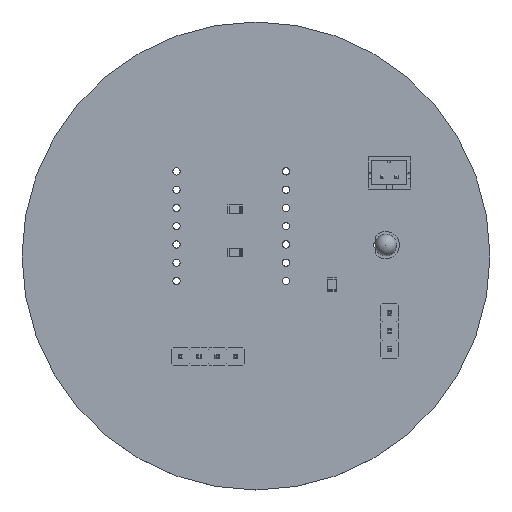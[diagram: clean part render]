
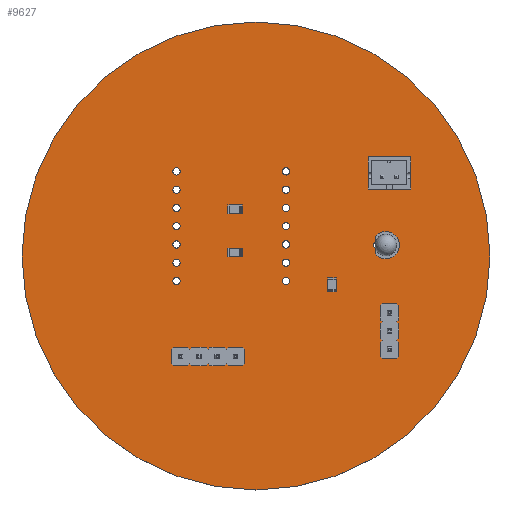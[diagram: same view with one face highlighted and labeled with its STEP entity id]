
A CAD part, top view. The second image highlights one B-rep face of the part: STEP entity #9627.
In plain terms, the highlighted planar face has unit normal (0, 0, 1).
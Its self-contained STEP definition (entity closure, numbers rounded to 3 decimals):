
#9317 = VERTEX_POINT('',#9318);
#9318 = CARTESIAN_POINT('',(225.,-70.,1.6));
#9324 = EDGE_CURVE('',#9317,#9317,#9325,.T.);
#9325 = CIRCLE('',#9326,32.558);
#9326 = AXIS2_PLACEMENT_3D('',#9327,#9328,#9329);
#9327 = CARTESIAN_POINT('',(192.442,-70.,1.6));
#9328 = DIRECTION('',(0.,0.,1.));
#9329 = DIRECTION('',(1.,0.,-0.));
#9627 = ADVANCED_FACE('',(#9628,#9631,#9642,#9653,#9664,#9675,#9686,
    #9697,#9708,#9719,#9730,#9741,#9752,#9763,#9774,#9785,#9796,#9807,
    #9818,#9829,#9840,#9851,#9862,#9873,#9884,#9895),#9906,.T.);
#9628 = FACE_BOUND('',#9629,.T.);
#9629 = EDGE_LOOP('',(#9630));
#9630 = ORIENTED_EDGE('',*,*,#9324,.T.);
#9631 = FACE_BOUND('',#9632,.T.);
#9632 = EDGE_LOOP('',(#9633));
#9633 = ORIENTED_EDGE('',*,*,#9634,.T.);
#9634 = EDGE_CURVE('',#9635,#9635,#9637,.T.);
#9635 = VERTEX_POINT('',#9636);
#9636 = CARTESIAN_POINT('',(181.96,-84.5,1.6));
#9637 = CIRCLE('',#9638,0.5);
#9638 = AXIS2_PLACEMENT_3D('',#9639,#9640,#9641);
#9639 = CARTESIAN_POINT('',(181.96,-84.,1.6));
#9640 = DIRECTION('',(-0.,0.,-1.));
#9641 = DIRECTION('',(-0.,-1.,0.));
#9642 = FACE_BOUND('',#9643,.T.);
#9643 = EDGE_LOOP('',(#9644));
#9644 = ORIENTED_EDGE('',*,*,#9645,.T.);
#9645 = EDGE_CURVE('',#9646,#9646,#9648,.T.);
#9646 = VERTEX_POINT('',#9647);
#9647 = CARTESIAN_POINT('',(184.5,-84.5,1.6));
#9648 = CIRCLE('',#9649,0.5);
#9649 = AXIS2_PLACEMENT_3D('',#9650,#9651,#9652);
#9650 = CARTESIAN_POINT('',(184.5,-84.,1.6));
#9651 = DIRECTION('',(-0.,0.,-1.));
#9652 = DIRECTION('',(-0.,-1.,0.));
#9653 = FACE_BOUND('',#9654,.T.);
#9654 = EDGE_LOOP('',(#9655));
#9655 = ORIENTED_EDGE('',*,*,#9656,.T.);
#9656 = EDGE_CURVE('',#9657,#9657,#9659,.T.);
#9657 = VERTEX_POINT('',#9658);
#9658 = CARTESIAN_POINT('',(187.04,-84.5,1.6));
#9659 = CIRCLE('',#9660,0.5);
#9660 = AXIS2_PLACEMENT_3D('',#9661,#9662,#9663);
#9661 = CARTESIAN_POINT('',(187.04,-84.,1.6));
#9662 = DIRECTION('',(-0.,0.,-1.));
#9663 = DIRECTION('',(-0.,-1.,0.));
#9664 = FACE_BOUND('',#9665,.T.);
#9665 = EDGE_LOOP('',(#9666));
#9666 = ORIENTED_EDGE('',*,*,#9667,.T.);
#9667 = EDGE_CURVE('',#9668,#9668,#9670,.T.);
#9668 = VERTEX_POINT('',#9669);
#9669 = CARTESIAN_POINT('',(189.58,-84.5,1.6));
#9670 = CIRCLE('',#9671,0.5);
#9671 = AXIS2_PLACEMENT_3D('',#9672,#9673,#9674);
#9672 = CARTESIAN_POINT('',(189.58,-84.,1.6));
#9673 = DIRECTION('',(-0.,0.,-1.));
#9674 = DIRECTION('',(-0.,-1.,0.));
#9675 = FACE_BOUND('',#9676,.T.);
#9676 = EDGE_LOOP('',(#9677));
#9677 = ORIENTED_EDGE('',*,*,#9678,.T.);
#9678 = EDGE_CURVE('',#9679,#9679,#9681,.T.);
#9679 = VERTEX_POINT('',#9680);
#9680 = CARTESIAN_POINT('',(181.38,-73.979,1.6));
#9681 = CIRCLE('',#9682,0.508);
#9682 = AXIS2_PLACEMENT_3D('',#9683,#9684,#9685);
#9683 = CARTESIAN_POINT('',(181.38,-73.471,1.6));
#9684 = DIRECTION('',(-0.,0.,-1.));
#9685 = DIRECTION('',(-0.,-1.,0.));
#9686 = FACE_BOUND('',#9687,.T.);
#9687 = EDGE_LOOP('',(#9688));
#9688 = ORIENTED_EDGE('',*,*,#9689,.T.);
#9689 = EDGE_CURVE('',#9690,#9690,#9692,.T.);
#9690 = VERTEX_POINT('',#9691);
#9691 = CARTESIAN_POINT('',(196.62,-73.979,1.6));
#9692 = CIRCLE('',#9693,0.508);
#9693 = AXIS2_PLACEMENT_3D('',#9694,#9695,#9696);
#9694 = CARTESIAN_POINT('',(196.62,-73.471,1.6));
#9695 = DIRECTION('',(-0.,0.,-1.));
#9696 = DIRECTION('',(-0.,-1.,0.));
#9697 = FACE_BOUND('',#9698,.T.);
#9698 = EDGE_LOOP('',(#9699));
#9699 = ORIENTED_EDGE('',*,*,#9700,.T.);
#9700 = EDGE_CURVE('',#9701,#9701,#9703,.T.);
#9701 = VERTEX_POINT('',#9702);
#9702 = CARTESIAN_POINT('',(211.,-83.49,1.6));
#9703 = CIRCLE('',#9704,0.5);
#9704 = AXIS2_PLACEMENT_3D('',#9705,#9706,#9707);
#9705 = CARTESIAN_POINT('',(211.,-82.99,1.6));
#9706 = DIRECTION('',(-0.,0.,-1.));
#9707 = DIRECTION('',(-0.,-1.,0.));
#9708 = FACE_BOUND('',#9709,.T.);
#9709 = EDGE_LOOP('',(#9710));
#9710 = ORIENTED_EDGE('',*,*,#9711,.T.);
#9711 = EDGE_CURVE('',#9712,#9712,#9714,.T.);
#9712 = VERTEX_POINT('',#9713);
#9713 = CARTESIAN_POINT('',(211.,-80.95,1.6));
#9714 = CIRCLE('',#9715,0.5);
#9715 = AXIS2_PLACEMENT_3D('',#9716,#9717,#9718);
#9716 = CARTESIAN_POINT('',(211.,-80.45,1.6));
#9717 = DIRECTION('',(-0.,0.,-1.));
#9718 = DIRECTION('',(-0.,-1.,0.));
#9719 = FACE_BOUND('',#9720,.T.);
#9720 = EDGE_LOOP('',(#9721));
#9721 = ORIENTED_EDGE('',*,*,#9722,.T.);
#9722 = EDGE_CURVE('',#9723,#9723,#9725,.T.);
#9723 = VERTEX_POINT('',#9724);
#9724 = CARTESIAN_POINT('',(211.,-78.41,1.6));
#9725 = CIRCLE('',#9726,0.5);
#9726 = AXIS2_PLACEMENT_3D('',#9727,#9728,#9729);
#9727 = CARTESIAN_POINT('',(211.,-77.91,1.6));
#9728 = DIRECTION('',(-0.,0.,-1.));
#9729 = DIRECTION('',(-0.,-1.,0.));
#9730 = FACE_BOUND('',#9731,.T.);
#9731 = EDGE_LOOP('',(#9732));
#9732 = ORIENTED_EDGE('',*,*,#9733,.T.);
#9733 = EDGE_CURVE('',#9734,#9734,#9736,.T.);
#9734 = VERTEX_POINT('',#9735);
#9735 = CARTESIAN_POINT('',(181.38,-71.439,1.6));
#9736 = CIRCLE('',#9737,0.508);
#9737 = AXIS2_PLACEMENT_3D('',#9738,#9739,#9740);
#9738 = CARTESIAN_POINT('',(181.38,-70.931,1.6));
#9739 = DIRECTION('',(-0.,0.,-1.));
#9740 = DIRECTION('',(-0.,-1.,0.));
#9741 = FACE_BOUND('',#9742,.T.);
#9742 = EDGE_LOOP('',(#9743));
#9743 = ORIENTED_EDGE('',*,*,#9744,.T.);
#9744 = EDGE_CURVE('',#9745,#9745,#9747,.T.);
#9745 = VERTEX_POINT('',#9746);
#9746 = CARTESIAN_POINT('',(181.38,-68.899,1.6));
#9747 = CIRCLE('',#9748,0.508);
#9748 = AXIS2_PLACEMENT_3D('',#9749,#9750,#9751);
#9749 = CARTESIAN_POINT('',(181.38,-68.391,1.6));
#9750 = DIRECTION('',(-0.,0.,-1.));
#9751 = DIRECTION('',(-0.,-1.,0.));
#9752 = FACE_BOUND('',#9753,.T.);
#9753 = EDGE_LOOP('',(#9754));
#9754 = ORIENTED_EDGE('',*,*,#9755,.T.);
#9755 = EDGE_CURVE('',#9756,#9756,#9758,.T.);
#9756 = VERTEX_POINT('',#9757);
#9757 = CARTESIAN_POINT('',(181.38,-66.359,1.6));
#9758 = CIRCLE('',#9759,0.508);
#9759 = AXIS2_PLACEMENT_3D('',#9760,#9761,#9762);
#9760 = CARTESIAN_POINT('',(181.38,-65.851,1.6));
#9761 = DIRECTION('',(-0.,0.,-1.));
#9762 = DIRECTION('',(-0.,-1.,0.));
#9763 = FACE_BOUND('',#9764,.T.);
#9764 = EDGE_LOOP('',(#9765));
#9765 = ORIENTED_EDGE('',*,*,#9766,.T.);
#9766 = EDGE_CURVE('',#9767,#9767,#9769,.T.);
#9767 = VERTEX_POINT('',#9768);
#9768 = CARTESIAN_POINT('',(196.62,-71.439,1.6));
#9769 = CIRCLE('',#9770,0.508);
#9770 = AXIS2_PLACEMENT_3D('',#9771,#9772,#9773);
#9771 = CARTESIAN_POINT('',(196.62,-70.931,1.6));
#9772 = DIRECTION('',(-0.,0.,-1.));
#9773 = DIRECTION('',(-0.,-1.,0.));
#9774 = FACE_BOUND('',#9775,.T.);
#9775 = EDGE_LOOP('',(#9776));
#9776 = ORIENTED_EDGE('',*,*,#9777,.T.);
#9777 = EDGE_CURVE('',#9778,#9778,#9780,.T.);
#9778 = VERTEX_POINT('',#9779);
#9779 = CARTESIAN_POINT('',(196.62,-68.899,1.6));
#9780 = CIRCLE('',#9781,0.508);
#9781 = AXIS2_PLACEMENT_3D('',#9782,#9783,#9784);
#9782 = CARTESIAN_POINT('',(196.62,-68.391,1.6));
#9783 = DIRECTION('',(-0.,0.,-1.));
#9784 = DIRECTION('',(-0.,-1.,0.));
#9785 = FACE_BOUND('',#9786,.T.);
#9786 = EDGE_LOOP('',(#9787));
#9787 = ORIENTED_EDGE('',*,*,#9788,.T.);
#9788 = EDGE_CURVE('',#9789,#9789,#9791,.T.);
#9789 = VERTEX_POINT('',#9790);
#9790 = CARTESIAN_POINT('',(196.62,-66.359,1.6));
#9791 = CIRCLE('',#9792,0.508);
#9792 = AXIS2_PLACEMENT_3D('',#9793,#9794,#9795);
#9793 = CARTESIAN_POINT('',(196.62,-65.851,1.6));
#9794 = DIRECTION('',(-0.,0.,-1.));
#9795 = DIRECTION('',(-0.,-1.,0.));
#9796 = FACE_BOUND('',#9797,.T.);
#9797 = EDGE_LOOP('',(#9798));
#9798 = ORIENTED_EDGE('',*,*,#9799,.T.);
#9799 = EDGE_CURVE('',#9800,#9800,#9802,.T.);
#9800 = VERTEX_POINT('',#9801);
#9801 = CARTESIAN_POINT('',(181.38,-63.819,1.6));
#9802 = CIRCLE('',#9803,0.508);
#9803 = AXIS2_PLACEMENT_3D('',#9804,#9805,#9806);
#9804 = CARTESIAN_POINT('',(181.38,-63.311,1.6));
#9805 = DIRECTION('',(-0.,0.,-1.));
#9806 = DIRECTION('',(-0.,-1.,0.));
#9807 = FACE_BOUND('',#9808,.T.);
#9808 = EDGE_LOOP('',(#9809));
#9809 = ORIENTED_EDGE('',*,*,#9810,.T.);
#9810 = EDGE_CURVE('',#9811,#9811,#9813,.T.);
#9811 = VERTEX_POINT('',#9812);
#9812 = CARTESIAN_POINT('',(181.38,-61.279,1.6));
#9813 = CIRCLE('',#9814,0.508);
#9814 = AXIS2_PLACEMENT_3D('',#9815,#9816,#9817);
#9815 = CARTESIAN_POINT('',(181.38,-60.771,1.6));
#9816 = DIRECTION('',(-0.,0.,-1.));
#9817 = DIRECTION('',(-0.,-1.,0.));
#9818 = FACE_BOUND('',#9819,.T.);
#9819 = EDGE_LOOP('',(#9820));
#9820 = ORIENTED_EDGE('',*,*,#9821,.T.);
#9821 = EDGE_CURVE('',#9822,#9822,#9824,.T.);
#9822 = VERTEX_POINT('',#9823);
#9823 = CARTESIAN_POINT('',(181.38,-58.739,1.6));
#9824 = CIRCLE('',#9825,0.508);
#9825 = AXIS2_PLACEMENT_3D('',#9826,#9827,#9828);
#9826 = CARTESIAN_POINT('',(181.38,-58.231,1.6));
#9827 = DIRECTION('',(-0.,0.,-1.));
#9828 = DIRECTION('',(-0.,-1.,0.));
#9829 = FACE_BOUND('',#9830,.T.);
#9830 = EDGE_LOOP('',(#9831));
#9831 = ORIENTED_EDGE('',*,*,#9832,.T.);
#9832 = EDGE_CURVE('',#9833,#9833,#9835,.T.);
#9833 = VERTEX_POINT('',#9834);
#9834 = CARTESIAN_POINT('',(196.62,-63.819,1.6));
#9835 = CIRCLE('',#9836,0.508);
#9836 = AXIS2_PLACEMENT_3D('',#9837,#9838,#9839);
#9837 = CARTESIAN_POINT('',(196.62,-63.311,1.6));
#9838 = DIRECTION('',(-0.,0.,-1.));
#9839 = DIRECTION('',(-0.,-1.,0.));
#9840 = FACE_BOUND('',#9841,.T.);
#9841 = EDGE_LOOP('',(#9842));
#9842 = ORIENTED_EDGE('',*,*,#9843,.T.);
#9843 = EDGE_CURVE('',#9844,#9844,#9846,.T.);
#9844 = VERTEX_POINT('',#9845);
#9845 = CARTESIAN_POINT('',(196.62,-61.279,1.6));
#9846 = CIRCLE('',#9847,0.508);
#9847 = AXIS2_PLACEMENT_3D('',#9848,#9849,#9850);
#9848 = CARTESIAN_POINT('',(196.62,-60.771,1.6));
#9849 = DIRECTION('',(-0.,0.,-1.));
#9850 = DIRECTION('',(-0.,-1.,0.));
#9851 = FACE_BOUND('',#9852,.T.);
#9852 = EDGE_LOOP('',(#9853));
#9853 = ORIENTED_EDGE('',*,*,#9854,.T.);
#9854 = EDGE_CURVE('',#9855,#9855,#9857,.T.);
#9855 = VERTEX_POINT('',#9856);
#9856 = CARTESIAN_POINT('',(196.62,-58.739,1.6));
#9857 = CIRCLE('',#9858,0.508);
#9858 = AXIS2_PLACEMENT_3D('',#9859,#9860,#9861);
#9859 = CARTESIAN_POINT('',(196.62,-58.231,1.6));
#9860 = DIRECTION('',(-0.,0.,-1.));
#9861 = DIRECTION('',(-0.,-1.,0.));
#9862 = FACE_BOUND('',#9863,.T.);
#9863 = EDGE_LOOP('',(#9864));
#9864 = ORIENTED_EDGE('',*,*,#9865,.T.);
#9865 = EDGE_CURVE('',#9866,#9866,#9868,.T.);
#9866 = VERTEX_POINT('',#9867);
#9867 = CARTESIAN_POINT('',(209.23,-68.95,1.6));
#9868 = CIRCLE('',#9869,0.45);
#9869 = AXIS2_PLACEMENT_3D('',#9870,#9871,#9872);
#9870 = CARTESIAN_POINT('',(209.23,-68.5,1.6));
#9871 = DIRECTION('',(-0.,0.,-1.));
#9872 = DIRECTION('',(0.,-1.,0.));
#9873 = FACE_BOUND('',#9874,.T.);
#9874 = EDGE_LOOP('',(#9875));
#9875 = ORIENTED_EDGE('',*,*,#9876,.T.);
#9876 = EDGE_CURVE('',#9877,#9877,#9879,.T.);
#9877 = VERTEX_POINT('',#9878);
#9878 = CARTESIAN_POINT('',(211.77,-68.95,1.6));
#9879 = CIRCLE('',#9880,0.45);
#9880 = AXIS2_PLACEMENT_3D('',#9881,#9882,#9883);
#9881 = CARTESIAN_POINT('',(211.77,-68.5,1.6));
#9882 = DIRECTION('',(-0.,0.,-1.));
#9883 = DIRECTION('',(0.,-1.,-0.));
#9884 = FACE_BOUND('',#9885,.T.);
#9885 = EDGE_LOOP('',(#9886));
#9886 = ORIENTED_EDGE('',*,*,#9887,.T.);
#9887 = EDGE_CURVE('',#9888,#9888,#9890,.T.);
#9888 = VERTEX_POINT('',#9889);
#9889 = CARTESIAN_POINT('',(210.,-59.375,1.6));
#9890 = CIRCLE('',#9891,0.375);
#9891 = AXIS2_PLACEMENT_3D('',#9892,#9893,#9894);
#9892 = CARTESIAN_POINT('',(210.,-59.,1.6));
#9893 = DIRECTION('',(-0.,0.,-1.));
#9894 = DIRECTION('',(-0.,-1.,0.));
#9895 = FACE_BOUND('',#9896,.T.);
#9896 = EDGE_LOOP('',(#9897));
#9897 = ORIENTED_EDGE('',*,*,#9898,.T.);
#9898 = EDGE_CURVE('',#9899,#9899,#9901,.T.);
#9899 = VERTEX_POINT('',#9900);
#9900 = CARTESIAN_POINT('',(212.,-59.375,1.6));
#9901 = CIRCLE('',#9902,0.375);
#9902 = AXIS2_PLACEMENT_3D('',#9903,#9904,#9905);
#9903 = CARTESIAN_POINT('',(212.,-59.,1.6));
#9904 = DIRECTION('',(-0.,0.,-1.));
#9905 = DIRECTION('',(-0.,-1.,0.));
#9906 = PLANE('',#9907);
#9907 = AXIS2_PLACEMENT_3D('',#9908,#9909,#9910);
#9908 = CARTESIAN_POINT('',(0.,0.,1.6));
#9909 = DIRECTION('',(0.,0.,1.));
#9910 = DIRECTION('',(1.,0.,-0.));
